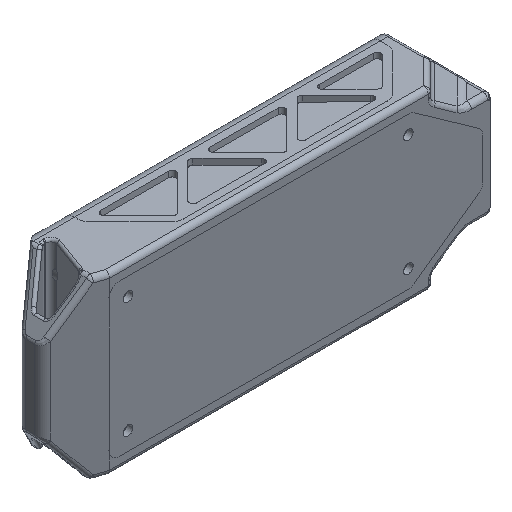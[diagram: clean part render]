
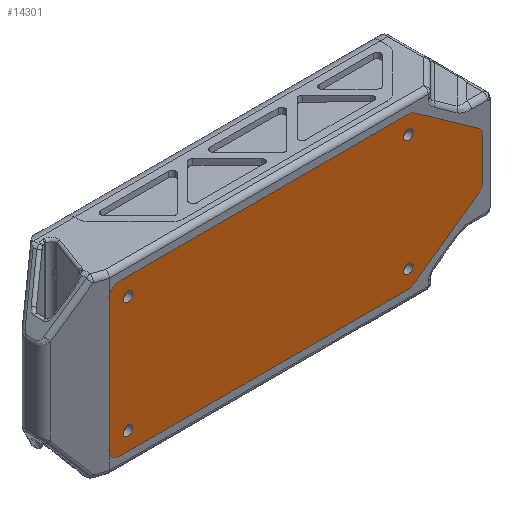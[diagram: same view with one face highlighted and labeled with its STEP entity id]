
A CAD part, isometric view. The second image highlights one B-rep face of the part: STEP entity #14301.
In plain terms, the highlighted planar face has unit normal (0, -1, 0).
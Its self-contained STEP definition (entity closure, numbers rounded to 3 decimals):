
#479=FACE_BOUND('',#1793,.T.);
#480=FACE_BOUND('',#1794,.T.);
#481=FACE_BOUND('',#1795,.T.);
#482=FACE_BOUND('',#1796,.T.);
#548=PLANE('',#15160);
#953=FACE_OUTER_BOUND('',#1792,.T.);
#1792=EDGE_LOOP('',(#9560,#9561,#9562,#9563,#9564,#9565,#9566,#9567,#9568,
#9569,#9570,#9571));
#1793=EDGE_LOOP('',(#9572));
#1794=EDGE_LOOP('',(#9573));
#1795=EDGE_LOOP('',(#9574));
#1796=EDGE_LOOP('',(#9575));
#2680=LINE('',#21078,#3964);
#2684=LINE('',#21090,#3968);
#2688=LINE('',#21102,#3972);
#2696=LINE('',#21125,#3980);
#2700=LINE('',#21135,#3984);
#2701=LINE('',#21139,#3985);
#3964=VECTOR('',#16708,10.);
#3968=VECTOR('',#16720,10.);
#3972=VECTOR('',#16732,10.);
#3980=VECTOR('',#16754,10.);
#3984=VECTOR('',#16764,10.);
#3985=VECTOR('',#16771,10.);
#5243=CIRCLE('',#15126,1.);
#5245=CIRCLE('',#15129,1.);
#5247=CIRCLE('',#15132,1.);
#5249=CIRCLE('',#15135,1.);
#5251=CIRCLE('',#15138,2.);
#5253=CIRCLE('',#15142,2.);
#5255=CIRCLE('',#15146,2.);
#5257=CIRCLE('',#15150,2.);
#5260=CIRCLE('',#15156,2.);
#5261=CIRCLE('',#15159,2.);
#5841=VERTEX_POINT('',#21046);
#5843=VERTEX_POINT('',#21052);
#5845=VERTEX_POINT('',#21058);
#5847=VERTEX_POINT('',#21064);
#5850=VERTEX_POINT('',#21071);
#5851=VERTEX_POINT('',#21073);
#5852=VERTEX_POINT('',#21077);
#5855=VERTEX_POINT('',#21085);
#5856=VERTEX_POINT('',#21089);
#5859=VERTEX_POINT('',#21097);
#5860=VERTEX_POINT('',#21101);
#5863=VERTEX_POINT('',#21109);
#5868=VERTEX_POINT('',#21123);
#5869=VERTEX_POINT('',#21127);
#5870=VERTEX_POINT('',#21129);
#5871=VERTEX_POINT('',#21133);
#7253=EDGE_CURVE('',#5841,#5841,#5243,.T.);
#7256=EDGE_CURVE('',#5843,#5843,#5245,.T.);
#7259=EDGE_CURVE('',#5845,#5845,#5247,.T.);
#7262=EDGE_CURVE('',#5847,#5847,#5249,.T.);
#7265=EDGE_CURVE('',#5850,#5851,#5251,.T.);
#7267=EDGE_CURVE('',#5851,#5852,#2680,.T.);
#7271=EDGE_CURVE('',#5852,#5855,#5253,.T.);
#7273=EDGE_CURVE('',#5856,#5855,#2684,.T.);
#7277=EDGE_CURVE('',#5856,#5859,#5255,.T.);
#7279=EDGE_CURVE('',#5860,#5859,#2688,.T.);
#7283=EDGE_CURVE('',#5860,#5863,#5257,.T.);
#7291=EDGE_CURVE('',#5868,#5850,#2696,.T.);
#7293=EDGE_CURVE('',#5869,#5870,#5260,.T.);
#7296=EDGE_CURVE('',#5871,#5870,#2700,.T.);
#7297=EDGE_CURVE('',#5871,#5868,#5261,.T.);
#7298=EDGE_CURVE('',#5869,#5863,#2701,.T.);
#9560=ORIENTED_EDGE('',*,*,#7291,.F.);
#9561=ORIENTED_EDGE('',*,*,#7297,.F.);
#9562=ORIENTED_EDGE('',*,*,#7296,.T.);
#9563=ORIENTED_EDGE('',*,*,#7293,.F.);
#9564=ORIENTED_EDGE('',*,*,#7298,.T.);
#9565=ORIENTED_EDGE('',*,*,#7283,.F.);
#9566=ORIENTED_EDGE('',*,*,#7279,.T.);
#9567=ORIENTED_EDGE('',*,*,#7277,.F.);
#9568=ORIENTED_EDGE('',*,*,#7273,.T.);
#9569=ORIENTED_EDGE('',*,*,#7271,.F.);
#9570=ORIENTED_EDGE('',*,*,#7267,.F.);
#9571=ORIENTED_EDGE('',*,*,#7265,.F.);
#9572=ORIENTED_EDGE('',*,*,#7253,.T.);
#9573=ORIENTED_EDGE('',*,*,#7256,.T.);
#9574=ORIENTED_EDGE('',*,*,#7259,.T.);
#9575=ORIENTED_EDGE('',*,*,#7262,.T.);
#14301=ADVANCED_FACE('',(#953,#479,#480,#481,#482),#548,.T.);
#15126=AXIS2_PLACEMENT_3D('',#21048,#16675,#16676);
#15129=AXIS2_PLACEMENT_3D('',#21054,#16682,#16683);
#15132=AXIS2_PLACEMENT_3D('',#21060,#16689,#16690);
#15135=AXIS2_PLACEMENT_3D('',#21066,#16696,#16697);
#15138=AXIS2_PLACEMENT_3D('',#21074,#16703,#16704);
#15142=AXIS2_PLACEMENT_3D('',#21086,#16715,#16716);
#15146=AXIS2_PLACEMENT_3D('',#21098,#16727,#16728);
#15150=AXIS2_PLACEMENT_3D('',#21110,#16739,#16740);
#15156=AXIS2_PLACEMENT_3D('',#21130,#16758,#16759);
#15159=AXIS2_PLACEMENT_3D('',#21137,#16767,#16768);
#15160=AXIS2_PLACEMENT_3D('',#21138,#16769,#16770);
#16675=DIRECTION('center_axis',(0.,1.,0.));
#16676=DIRECTION('ref_axis',(-1.,0.,0.));
#16682=DIRECTION('center_axis',(0.,1.,0.));
#16683=DIRECTION('ref_axis',(-1.,0.,0.));
#16689=DIRECTION('center_axis',(0.,1.,0.));
#16690=DIRECTION('ref_axis',(-1.,0.,0.));
#16696=DIRECTION('center_axis',(0.,1.,0.));
#16697=DIRECTION('ref_axis',(-1.,0.,0.));
#16703=DIRECTION('center_axis',(0.,1.,0.));
#16704=DIRECTION('ref_axis',(0.303,0.,0.953));
#16708=DIRECTION('',(0.816,0.,-0.577));
#16715=DIRECTION('center_axis',(0.,1.,0.));
#16716=DIRECTION('ref_axis',(0.888,0.,0.46));
#16720=DIRECTION('',(0.,0.,1.));
#16727=DIRECTION('center_axis',(0.,1.,0.));
#16728=DIRECTION('ref_axis',(0.888,0.,-0.46));
#16732=DIRECTION('',(0.816,0.,0.577));
#16739=DIRECTION('center_axis',(0.,1.,0.));
#16740=DIRECTION('ref_axis',(0.303,0.,-0.953));
#16754=DIRECTION('',(1.,0.,0.));
#16758=DIRECTION('center_axis',(0.,1.,0.));
#16759=DIRECTION('ref_axis',(-0.707,0.,-0.707));
#16764=DIRECTION('',(0.,0.,-1.));
#16767=DIRECTION('center_axis',(0.,1.,0.));
#16768=DIRECTION('ref_axis',(-0.707,0.,0.707));
#16769=DIRECTION('center_axis',(0.,-1.,0.));
#16770=DIRECTION('ref_axis',(1.,0.,0.));
#16771=DIRECTION('',(1.,0.,0.));
#21046=CARTESIAN_POINT('',(23.652,0.5,-12.));
#21048=CARTESIAN_POINT('Origin',(22.652,0.5,-12.));
#21052=CARTESIAN_POINT('',(-34.348,0.5,12.));
#21054=CARTESIAN_POINT('Origin',(-35.348,0.5,12.));
#21058=CARTESIAN_POINT('',(23.652,0.5,12.));
#21060=CARTESIAN_POINT('Origin',(22.652,0.5,12.));
#21064=CARTESIAN_POINT('',(-34.348,0.5,-12.));
#21066=CARTESIAN_POINT('Origin',(-35.348,0.5,-12.));
#21071=CARTESIAN_POINT('',(22.686,0.5,15.7));
#21073=CARTESIAN_POINT('',(23.84,0.5,15.333));
#21074=CARTESIAN_POINT('Origin',(22.686,0.5,13.7));
#21077=CARTESIAN_POINT('',(37.213,0.5,5.877));
#21078=CARTESIAN_POINT('',(27.164,0.5,12.982));
#21085=CARTESIAN_POINT('',(38.059,0.5,4.244));
#21086=CARTESIAN_POINT('Origin',(36.059,0.5,4.244));
#21089=CARTESIAN_POINT('',(38.059,0.5,-4.244));
#21090=CARTESIAN_POINT('',(38.059,0.5,-8.5));
#21097=CARTESIAN_POINT('',(37.213,0.5,-5.877));
#21098=CARTESIAN_POINT('Origin',(36.059,0.5,-4.244));
#21101=CARTESIAN_POINT('',(23.84,0.5,-15.333));
#21102=CARTESIAN_POINT('',(27.164,0.5,-12.982));
#21109=CARTESIAN_POINT('',(22.686,0.5,-15.7));
#21110=CARTESIAN_POINT('Origin',(22.686,0.5,-13.7));
#21123=CARTESIAN_POINT('',(-37.191,0.5,15.7));
#21125=CARTESIAN_POINT('',(-37.191,0.5,15.7));
#21127=CARTESIAN_POINT('',(-37.191,0.5,-15.7));
#21129=CARTESIAN_POINT('',(-39.191,0.5,-13.7));
#21130=CARTESIAN_POINT('Origin',(-37.191,0.5,-13.7));
#21133=CARTESIAN_POINT('',(-39.191,0.5,13.7));
#21135=CARTESIAN_POINT('',(-39.191,0.5,15.7));
#21137=CARTESIAN_POINT('Origin',(-37.191,0.5,13.7));
#21138=CARTESIAN_POINT('Origin',(-1.566,0.5,-7.85));
#21139=CARTESIAN_POINT('',(-37.191,0.5,-15.7));
